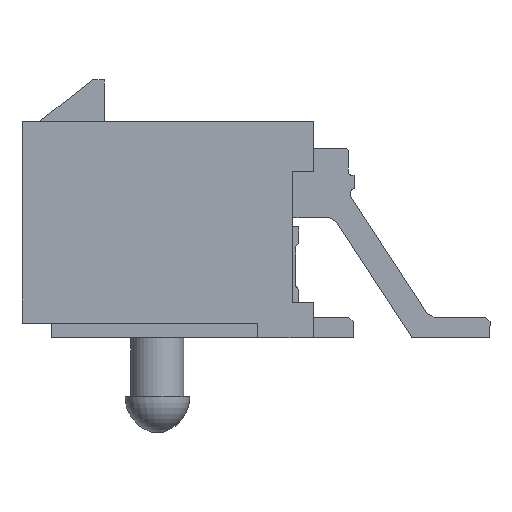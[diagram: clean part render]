
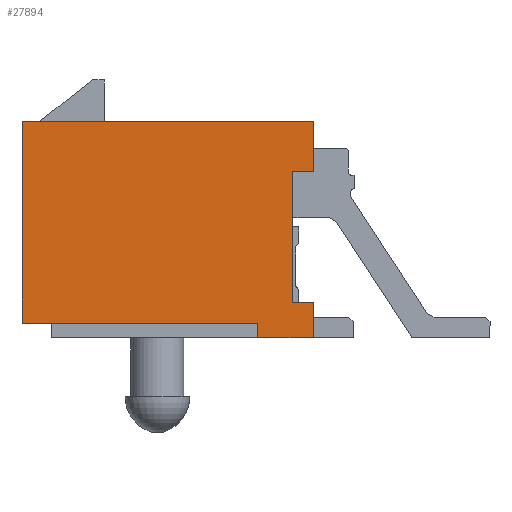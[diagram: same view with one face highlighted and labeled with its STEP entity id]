
A CAD part, left-side view. The second image highlights one B-rep face of the part: STEP entity #27894.
In plain terms, the highlighted planar face has unit normal (-1, 0, 0).
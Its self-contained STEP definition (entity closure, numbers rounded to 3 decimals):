
#2288=ORIENTED_EDGE('',*,*,#7680,.F.);
#2289=ORIENTED_EDGE('',*,*,#7515,.T.);
#2290=ORIENTED_EDGE('',*,*,#7746,.T.);
#2291=ORIENTED_EDGE('',*,*,#7747,.T.);
#2292=ORIENTED_EDGE('',*,*,#7748,.T.);
#2293=ORIENTED_EDGE('',*,*,#7749,.T.);
#2294=ORIENTED_EDGE('',*,*,#7750,.T.);
#2295=ORIENTED_EDGE('',*,*,#7574,.F.);
#2296=ORIENTED_EDGE('',*,*,#7569,.T.);
#2297=ORIENTED_EDGE('',*,*,#7751,.T.);
#7515=EDGE_CURVE('',#10282,#10281,#12304,.T.);
#7569=EDGE_CURVE('',#10320,#10322,#12358,.T.);
#7574=EDGE_CURVE('',#10320,#10325,#12363,.T.);
#7680=EDGE_CURVE('',#10282,#10379,#12462,.T.);
#7746=EDGE_CURVE('',#10281,#10425,#12528,.T.);
#7747=EDGE_CURVE('',#10425,#10426,#12529,.T.);
#7748=EDGE_CURVE('',#10426,#10427,#12530,.T.);
#7749=EDGE_CURVE('',#10427,#10428,#12531,.T.);
#7750=EDGE_CURVE('',#10428,#10325,#12532,.T.);
#7751=EDGE_CURVE('',#10322,#10379,#12533,.T.);
#10281=VERTEX_POINT('',#37874);
#10282=VERTEX_POINT('',#37876);
#10320=VERTEX_POINT('',#37981);
#10322=VERTEX_POINT('',#37985);
#10325=VERTEX_POINT('',#37995);
#10379=VERTEX_POINT('',#38174);
#10425=VERTEX_POINT('',#38312);
#10426=VERTEX_POINT('',#38314);
#10427=VERTEX_POINT('',#38316);
#10428=VERTEX_POINT('',#38318);
#12304=LINE('',#37875,#15036);
#12358=LINE('',#37986,#15090);
#12363=LINE('',#37996,#15095);
#12462=LINE('',#38180,#15194);
#12528=LINE('',#38311,#15260);
#12529=LINE('',#38313,#15261);
#12530=LINE('',#38315,#15262);
#12531=LINE('',#38317,#15263);
#12532=LINE('',#38319,#15264);
#12533=LINE('',#38320,#15265);
#15036=VECTOR('',#31846,1000.);
#15090=VECTOR('',#31932,1000.);
#15095=VECTOR('',#31941,1000.);
#15194=VECTOR('',#32100,1000.);
#15260=VECTOR('',#32208,1000.);
#15261=VECTOR('',#32209,1000.);
#15262=VECTOR('',#32210,1000.);
#15263=VECTOR('',#32211,1000.);
#15264=VECTOR('',#32212,1000.);
#15265=VECTOR('',#32213,1000.);
#17010=EDGE_LOOP('',(#2288,#2289,#2290,#2291,#2292,#2293,#2294,#2295,#2296,
#2297));
#18146=FACE_BOUND('',#17010,.T.);
#19218=PLANE('',#29088);
#27894=ADVANCED_FACE('',(#18146),#19218,.T.);
#29088=AXIS2_PLACEMENT_3D('',#38310,#32206,#32207);
#31846=DIRECTION('',(0.,-1.,0.));
#31932=DIRECTION('',(0.,0.,-1.));
#31941=DIRECTION('',(0.,-1.,0.));
#32100=DIRECTION('',(0.,0.,-1.));
#32206=DIRECTION('',(-1.,0.,0.));
#32207=DIRECTION('',(0.,0.,1.));
#32208=DIRECTION('',(0.,0.,-1.));
#32209=DIRECTION('',(0.,-1.,0.));
#32210=DIRECTION('',(0.,0.,1.));
#32211=DIRECTION('',(0.,1.,0.));
#32212=DIRECTION('',(0.,0.,-1.));
#32213=DIRECTION('',(0.,-1.,0.));
#37874=CARTESIAN_POINT('',(-16.85,-1.73,-4.25));
#37875=CARTESIAN_POINT('',(-16.85,2.73,-4.25));
#37876=CARTESIAN_POINT('',(-16.85,2.73,-4.25));
#37981=CARTESIAN_POINT('',(-16.85,3.93,-3.05));
#37985=CARTESIAN_POINT('',(-16.85,3.93,-4.95));
#37986=CARTESIAN_POINT('',(-16.85,3.93,-3.05));
#37995=CARTESIAN_POINT('',(-16.85,3.43,-3.05));
#37996=CARTESIAN_POINT('',(-16.85,3.93,-3.05));
#38174=CARTESIAN_POINT('',(-16.85,2.73,-4.95));
#38180=CARTESIAN_POINT('',(-16.85,2.73,-3.95));
#38310=CARTESIAN_POINT('',(-16.85,0.,0.));
#38311=CARTESIAN_POINT('',(-16.85,-1.73,-3.95));
#38312=CARTESIAN_POINT('',(-16.85,-1.73,-4.95));
#38313=CARTESIAN_POINT('',(-16.85,3.43,-4.95));
#38314=CARTESIAN_POINT('',(-16.85,-3.43,-4.95));
#38315=CARTESIAN_POINT('',(-16.85,-3.43,-4.95));
#38316=CARTESIAN_POINT('',(-16.85,-3.43,4.95));
#38317=CARTESIAN_POINT('',(-16.85,-3.43,4.95));
#38318=CARTESIAN_POINT('',(-16.85,3.43,4.95));
#38319=CARTESIAN_POINT('',(-16.85,3.43,4.95));
#38320=CARTESIAN_POINT('',(-16.85,3.43,-4.95));
